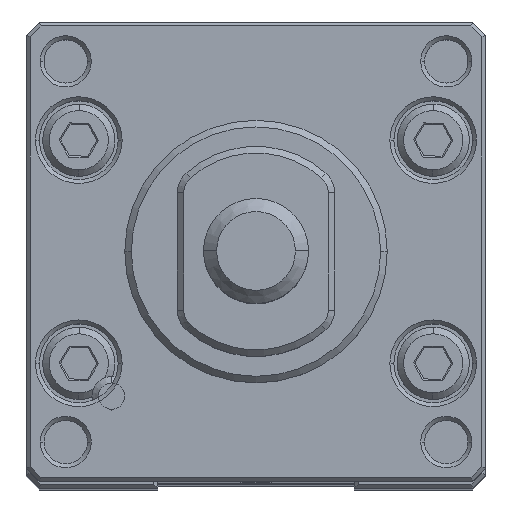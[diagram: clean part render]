
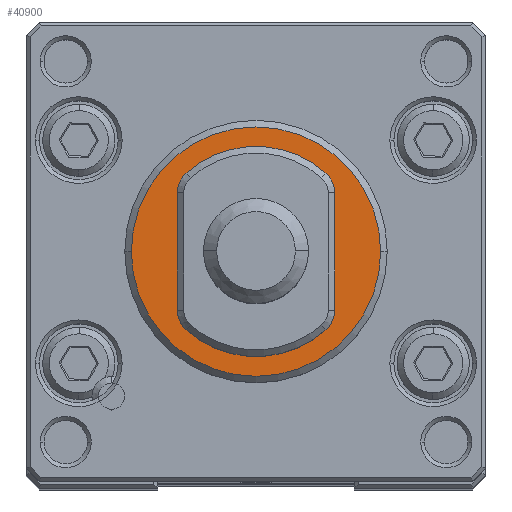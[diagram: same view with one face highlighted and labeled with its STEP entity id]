
A CAD part, top view. The second image highlights one B-rep face of the part: STEP entity #40900.
In plain terms, the highlighted face is planar.
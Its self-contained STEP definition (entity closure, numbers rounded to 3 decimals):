
#126 = FACE_BOUND ( 'NONE', #4261, .T. ) ;
#1645 = CARTESIAN_POINT ( 'NONE',  ( 8., 0., 0. ) ) ;
#2613 = DIRECTION ( 'NONE',  ( 1., 0., 0. ) ) ;
#2694 = AXIS2_PLACEMENT_3D ( 'NONE', #33032, #36717, #5514 ) ;
#3230 = CARTESIAN_POINT ( 'NONE',  ( 8., 4.472, 6. ) ) ;
#3598 = FACE_OUTER_BOUND ( 'NONE', #3923, .T. ) ;
#3923 = EDGE_LOOP ( 'NONE', ( #6188, #44617 ) ) ;
#4153 = VERTEX_POINT ( 'NONE', #45310 ) ;
#4199 = AXIS2_PLACEMENT_3D ( 'NONE', #16210, #26772, #12534 ) ;
#4261 = EDGE_LOOP ( 'NONE', ( #27079, #16304, #20033, #13481, #20890, #36368, #38476, #18821 ) ) ;
#5514 = DIRECTION ( 'NONE',  ( 0., 0., -1. ) ) ;
#5779 = CIRCLE ( 'NONE', #38773, 2. ) ;
#6162 = DIRECTION ( 'NONE',  ( 0., 0., -1. ) ) ;
#6188 = ORIENTED_EDGE ( 'NONE', *, *, #42502, .T. ) ;
#6688 = DIRECTION ( 'NONE',  ( 1., 0., 0. ) ) ;
#6792 = CARTESIAN_POINT ( 'NONE',  ( 8., -5.963, -5.333 ) ) ;
#7877 = CARTESIAN_POINT ( 'NONE',  ( 8., 5.292, -6. ) ) ;
#8031 = DIRECTION ( 'NONE',  ( 0., -1., 0. ) ) ;
#8390 = AXIS2_PLACEMENT_3D ( 'NONE', #20289, #23517, #17322 ) ;
#8861 = VERTEX_POINT ( 'NONE', #28244 ) ;
#9924 = CARTESIAN_POINT ( 'NONE',  ( 8., 0., 0. ) ) ;
#10005 = EDGE_CURVE ( 'NONE', #4153, #27574, #19488, .T. ) ;
#10152 = DIRECTION ( 'NONE',  ( -1., 0., 0. ) ) ;
#10445 = EDGE_CURVE ( 'NONE', #19371, #4153, #39396, .T. ) ;
#11352 = CARTESIAN_POINT ( 'NONE',  ( 8., 5.963, 5.333 ) ) ;
#12534 = DIRECTION ( 'NONE',  ( 0., 0., 1. ) ) ;
#13126 = CARTESIAN_POINT ( 'NONE',  ( 8., -4.472, -6. ) ) ;
#13481 = ORIENTED_EDGE ( 'NONE', *, *, #42492, .T. ) ;
#13907 = VERTEX_POINT ( 'NONE', #3230 ) ;
#13909 = AXIS2_PLACEMENT_3D ( 'NONE', #13941, #30485, #6162 ) ;
#13941 = CARTESIAN_POINT ( 'NONE',  ( 8., 0., 0. ) ) ;
#14980 = EDGE_CURVE ( 'NONE', #27156, #8861, #42135, .T. ) ;
#15319 = CARTESIAN_POINT ( 'NONE',  ( 8., 4.472, -6. ) ) ;
#15622 = CARTESIAN_POINT ( 'NONE',  ( 8., -4.472, 6. ) ) ;
#15824 = CIRCLE ( 'NONE', #41530, 2. ) ;
#15906 = VERTEX_POINT ( 'NONE', #37469 ) ;
#16210 = CARTESIAN_POINT ( 'NONE',  ( 8., 4.472, -4. ) ) ;
#16304 = ORIENTED_EDGE ( 'NONE', *, *, #10445, .T. ) ;
#17201 = DIRECTION ( 'NONE',  ( 0., 0., 1. ) ) ;
#17322 = DIRECTION ( 'NONE',  ( 0., 0., 1. ) ) ;
#17761 = DIRECTION ( 'NONE',  ( -1., 0., 0. ) ) ;
#18194 = PLANE ( 'NONE',  #38717 ) ;
#18246 = CIRCLE ( 'NONE', #13909, 8. ) ;
#18299 = VECTOR ( 'NONE', #36127, 1000. ) ;
#18821 = ORIENTED_EDGE ( 'NONE', *, *, #39861, .T. ) ;
#19007 = VERTEX_POINT ( 'NONE', #13126 ) ;
#19264 = DIRECTION ( 'NONE',  ( -1., 0., 0. ) ) ;
#19371 = VERTEX_POINT ( 'NONE', #15319 ) ;
#19488 = CIRCLE ( 'NONE', #2694, 8. ) ;
#19716 = CARTESIAN_POINT ( 'NONE',  ( 8., 4.472, 4. ) ) ;
#19978 = CARTESIAN_POINT ( 'NONE',  ( 8., -4.472, -4. ) ) ;
#20033 = ORIENTED_EDGE ( 'NONE', *, *, #10005, .T. ) ;
#20289 = CARTESIAN_POINT ( 'NONE',  ( 8., -4.472, 4. ) ) ;
#20890 = ORIENTED_EDGE ( 'NONE', *, *, #29591, .T. ) ;
#22742 = LINE ( 'NONE', #7877, #18299 ) ;
#23517 = DIRECTION ( 'NONE',  ( 1., 0., 0. ) ) ;
#26410 = CIRCLE ( 'NONE', #31572, 9.5 ) ;
#26772 = DIRECTION ( 'NONE',  ( 1., 0., 0. ) ) ;
#27079 = ORIENTED_EDGE ( 'NONE', *, *, #36842, .T. ) ;
#27156 = VERTEX_POINT ( 'NONE', #15622 ) ;
#27550 = VERTEX_POINT ( 'NONE', #6792 ) ;
#27574 = VERTEX_POINT ( 'NONE', #11352 ) ;
#28244 = CARTESIAN_POINT ( 'NONE',  ( 8., -5.963, 5.333 ) ) ;
#29591 = EDGE_CURVE ( 'NONE', #13907, #27156, #39267, .T. ) ;
#30485 = DIRECTION ( 'NONE',  ( 1., 0., 0. ) ) ;
#31396 = AXIS2_PLACEMENT_3D ( 'NONE', #9924, #10152, #17201 ) ;
#31572 = AXIS2_PLACEMENT_3D ( 'NONE', #1645, #19264, #33307 ) ;
#31785 = DIRECTION ( 'NONE',  ( 0., 0., 1. ) ) ;
#33032 = CARTESIAN_POINT ( 'NONE',  ( 8., 0., 0. ) ) ;
#33307 = DIRECTION ( 'NONE',  ( 0., 0., 1. ) ) ;
#35182 = DIRECTION ( 'NONE',  ( 0., 0., 1. ) ) ;
#35252 = CARTESIAN_POINT ( 'NONE',  ( 8., 8., 0. ) ) ;
#35294 = EDGE_CURVE ( 'NONE', #8861, #27550, #18246, .T. ) ;
#35818 = CARTESIAN_POINT ( 'NONE',  ( 8., 5.292, 6. ) ) ;
#36127 = DIRECTION ( 'NONE',  ( 0., 1., 0. ) ) ;
#36368 = ORIENTED_EDGE ( 'NONE', *, *, #14980, .T. ) ;
#36717 = DIRECTION ( 'NONE',  ( 1., 0., 0. ) ) ;
#36842 = EDGE_CURVE ( 'NONE', #19007, #19371, #22742, .T. ) ;
#37469 = CARTESIAN_POINT ( 'NONE',  ( 8., 0., 9.5 ) ) ;
#37597 = VECTOR ( 'NONE', #8031, 1000. ) ;
#38279 = CARTESIAN_POINT ( 'NONE',  ( 8., 0., -9.5 ) ) ;
#38476 = ORIENTED_EDGE ( 'NONE', *, *, #35294, .T. ) ;
#38717 = AXIS2_PLACEMENT_3D ( 'NONE', #35252, #17761, #31785 ) ;
#38773 = AXIS2_PLACEMENT_3D ( 'NONE', #19716, #6688, #41820 ) ;
#39267 = LINE ( 'NONE', #35818, #37597 ) ;
#39396 = CIRCLE ( 'NONE', #4199, 2. ) ;
#39861 = EDGE_CURVE ( 'NONE', #27550, #19007, #15824, .T. ) ;
#40900 = ADVANCED_FACE ( 'NONE', ( #3598, #126 ), #18194, .T. ) ;
#41530 = AXIS2_PLACEMENT_3D ( 'NONE', #19978, #2613, #35182 ) ;
#41820 = DIRECTION ( 'NONE',  ( 0., 0., 1. ) ) ;
#42135 = CIRCLE ( 'NONE', #8390, 2. ) ;
#42492 = EDGE_CURVE ( 'NONE', #27574, #13907, #5779, .T. ) ;
#42502 = EDGE_CURVE ( 'NONE', #44662, #15906, #44633, .T. ) ;
#43798 = EDGE_CURVE ( 'NONE', #15906, #44662, #26410, .T. ) ;
#44617 = ORIENTED_EDGE ( 'NONE', *, *, #43798, .T. ) ;
#44633 = CIRCLE ( 'NONE', #31396, 9.5 ) ;
#44662 = VERTEX_POINT ( 'NONE', #38279 ) ;
#45310 = CARTESIAN_POINT ( 'NONE',  ( 8., 5.963, -5.333 ) ) ;
